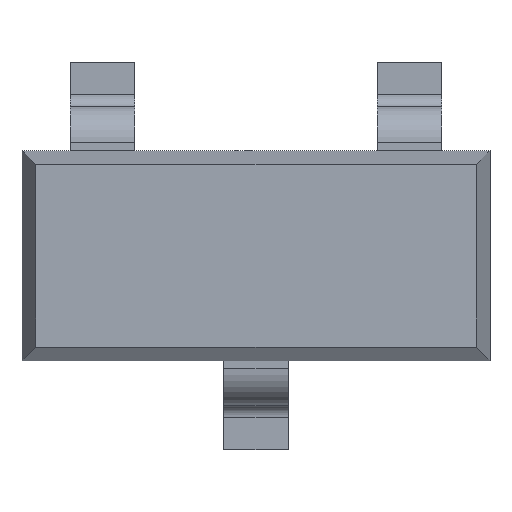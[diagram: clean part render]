
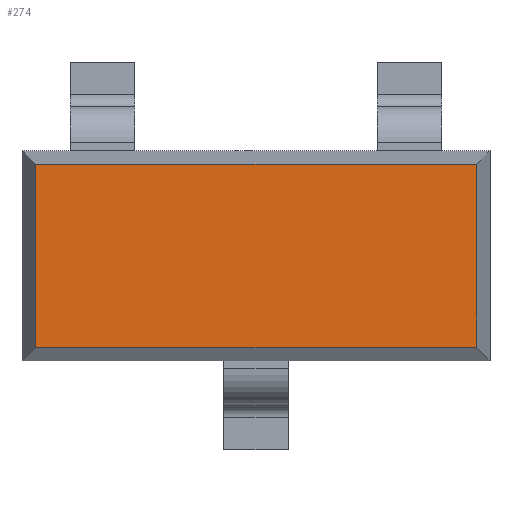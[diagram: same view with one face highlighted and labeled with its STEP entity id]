
A CAD part, top view. The second image highlights one B-rep face of the part: STEP entity #274.
In plain terms, the highlighted planar face has unit normal (0, 0, 1).
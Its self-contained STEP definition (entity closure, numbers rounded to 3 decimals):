
#274=ADVANCED_FACE('',(#709),#711,.T.);
#709=FACE_BOUND('',#710,.T.);
#710=EDGE_LOOP('',(#1068,#1069,#1070,#1071));
#711=PLANE('',#712);
#712=AXIS2_PLACEMENT_3D('',#713,#714,#715);
#713=CARTESIAN_POINT('',(0.475,-0.65,1.));
#714=DIRECTION('',(0.,-0.,1.));
#715=DIRECTION('',(0.,1.,0.));
#1068=ORIENTED_EDGE('',*,*,#1210,.F.);
#1069=ORIENTED_EDGE('',*,*,#1294,.T.);
#1070=ORIENTED_EDGE('',*,*,#1241,.T.);
#1071=ORIENTED_EDGE('',*,*,#1295,.F.);
#1210=EDGE_CURVE('',#1367,#1369,#1370,.T.);
#1241=EDGE_CURVE('',#1423,#1424,#1425,.T.);
#1294=EDGE_CURVE('',#1367,#1423,#1518,.T.);
#1295=EDGE_CURVE('',#1369,#1424,#1519,.T.);
#1367=VERTEX_POINT('',#1641);
#1369=VERTEX_POINT('',#1645);
#1370=LINE('',#1646,#1647);
#1423=VERTEX_POINT('',#1769);
#1424=VERTEX_POINT('',#1770);
#1425=LINE('',#1771,#1772);
#1518=LINE('',#1986,#1987);
#1519=LINE('',#1989,#1990);
#1641=CARTESIAN_POINT('',(2.316,-0.566,1.));
#1645=CARTESIAN_POINT('',(-0.416,-0.566,1.));
#1646=CARTESIAN_POINT('',(2.316,-0.566,1.));
#1647=VECTOR('',#1648,1.);
#1648=DIRECTION('',(-1.,0.,0.));
#1769=CARTESIAN_POINT('',(2.316,0.566,1.));
#1770=CARTESIAN_POINT('',(-0.416,0.566,1.));
#1771=CARTESIAN_POINT('',(2.316,0.566,1.));
#1772=VECTOR('',#1773,1.);
#1773=DIRECTION('',(-1.,0.,0.));
#1986=CARTESIAN_POINT('',(2.316,-0.566,1.));
#1987=VECTOR('',#1988,1.);
#1988=DIRECTION('',(0.,1.,0.));
#1989=CARTESIAN_POINT('',(-0.416,-0.566,1.));
#1990=VECTOR('',#1991,1.);
#1991=DIRECTION('',(0.,1.,0.));
